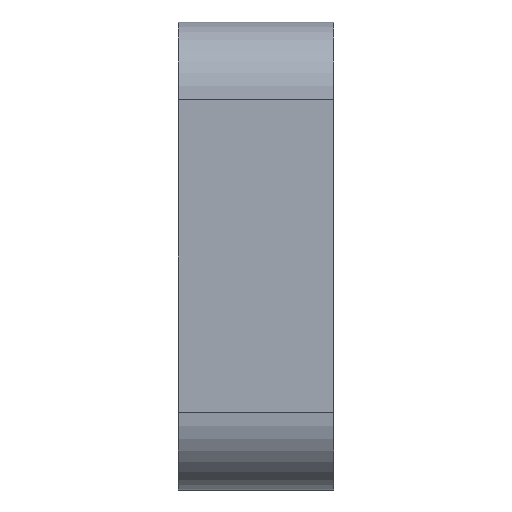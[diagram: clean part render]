
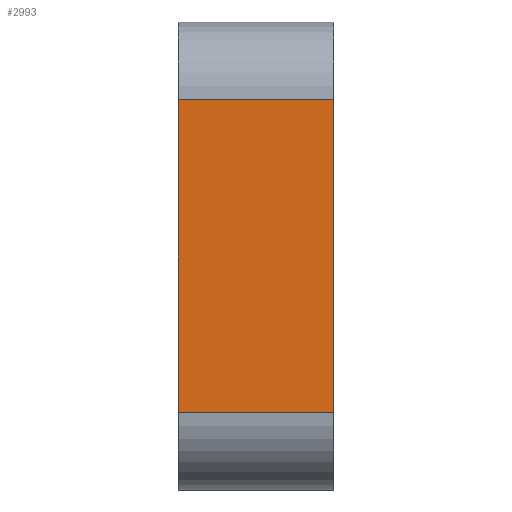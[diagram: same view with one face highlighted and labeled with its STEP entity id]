
A CAD part, left-side view. The second image highlights one B-rep face of the part: STEP entity #2993.
In plain terms, the highlighted planar face has unit normal (-1, 0, 0).
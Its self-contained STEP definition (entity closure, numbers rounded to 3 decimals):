
#202=ORIENTED_EDGE('',*,*,#1116,.T.);
#203=ORIENTED_EDGE('',*,*,#1117,.T.);
#204=ORIENTED_EDGE('',*,*,#1118,.F.);
#205=ORIENTED_EDGE('',*,*,#1119,.F.);
#1116=EDGE_CURVE('',#1573,#1574,#1881,.T.);
#1117=EDGE_CURVE('',#1574,#1575,#1882,.T.);
#1118=EDGE_CURVE('',#1576,#1575,#1883,.T.);
#1119=EDGE_CURVE('',#1573,#1576,#1884,.T.);
#1573=VERTEX_POINT('',#4356);
#1574=VERTEX_POINT('',#4357);
#1575=VERTEX_POINT('',#4359);
#1576=VERTEX_POINT('',#4361);
#1881=LINE('',#4355,#2210);
#1882=LINE('',#4358,#2211);
#1883=LINE('',#4360,#2212);
#1884=LINE('',#4362,#2213);
#2210=VECTOR('',#3454,1000.);
#2211=VECTOR('',#3455,1000.);
#2212=VECTOR('',#3456,1000.);
#2213=VECTOR('',#3457,1000.);
#2539=EDGE_LOOP('',(#202,#203,#204,#205));
#2714=FACE_BOUND('',#2539,.T.);
#2889=PLANE('',#3164);
#2993=ADVANCED_FACE('',(#2714),#2889,.T.);
#3164=AXIS2_PLACEMENT_3D('',#4354,#3452,#3453);
#3452=DIRECTION('',(-1.,0.,0.));
#3453=DIRECTION('',(0.,0.,1.));
#3454=DIRECTION('',(0.,0.,-1.));
#3455=DIRECTION('',(0.,-1.,0.));
#3456=DIRECTION('',(0.,0.,-1.));
#3457=DIRECTION('',(0.,-1.,0.));
#4354=CARTESIAN_POINT('',(-15.,10.,25.));
#4355=CARTESIAN_POINT('',(-15.,10.,10.));
#4356=CARTESIAN_POINT('',(-15.,10.,20.));
#4357=CARTESIAN_POINT('',(-15.,10.,0.));
#4358=CARTESIAN_POINT('',(-15.,61.969,0.));
#4359=CARTESIAN_POINT('',(-15.,0.,0.));
#4360=CARTESIAN_POINT('',(-15.,0.,10.));
#4361=CARTESIAN_POINT('',(-15.,0.,20.));
#4362=CARTESIAN_POINT('',(-15.,10.,20.));
